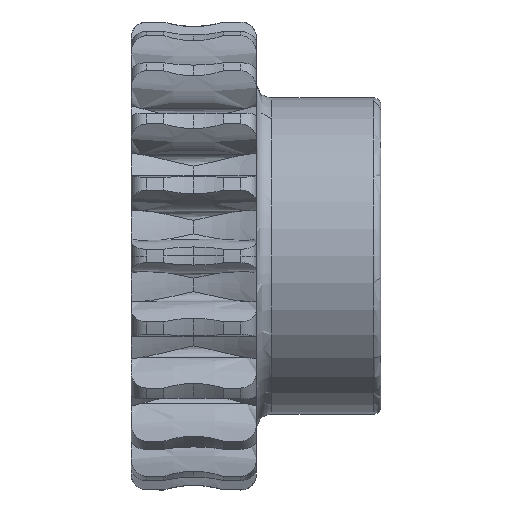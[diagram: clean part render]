
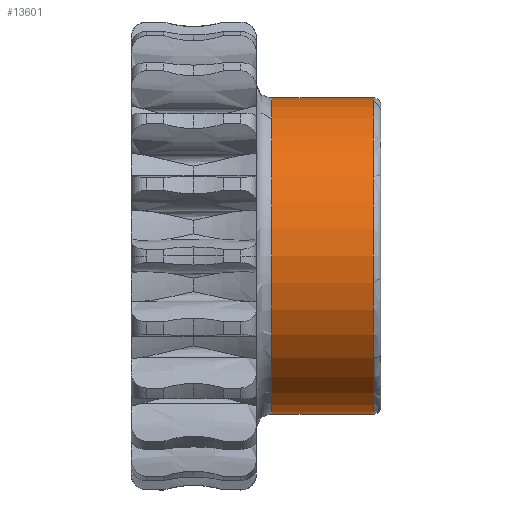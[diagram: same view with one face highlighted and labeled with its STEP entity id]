
A CAD part, front view. The second image highlights one B-rep face of the part: STEP entity #13601.
In plain terms, the highlighted cylindrical face has radius 16.034 mm (diameter 32.067 mm), a partial arc.
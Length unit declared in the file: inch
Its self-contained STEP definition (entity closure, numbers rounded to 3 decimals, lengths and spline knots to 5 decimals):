
#5912 = DIRECTION ( 'NONE',  ( 0., 0., -1. ) ) ;
#5913 = DIRECTION ( 'NONE',  ( 1., 0., 0. ) ) ;
#5914 = CARTESIAN_POINT ( 'NONE',  ( 0.312, 0., 0. ) ) ;
#5915 = AXIS2_PLACEMENT_3D ( 'NONE', #5914, #5913, #5912 ) ;
#5939 = CIRCLE ( 'NONE', #5915, 0.63125 ) ;
#6269 = CARTESIAN_POINT ( 'NONE',  ( 0.312, 0., 0.63125 ) ) ;
#6270 = CARTESIAN_POINT ( 'NONE',  ( 0.312, 0., -0.63125 ) ) ;
#7062 = AXIS2_PLACEMENT_3D ( 'NONE', #7124, #7089, #7088 ) ;
#7072 = CIRCLE ( 'NONE', #7062, 0.63125 ) ;
#7088 = DIRECTION ( 'NONE',  ( 0., 0., -1. ) ) ;
#7089 = DIRECTION ( 'NONE',  ( -1., 0., 0. ) ) ;
#7124 = CARTESIAN_POINT ( 'NONE',  ( 0.7175, 0., 0. ) ) ;
#7505 = DIRECTION ( 'NONE',  ( 0., 0., -1. ) ) ;
#7506 = DIRECTION ( 'NONE',  ( 1., 0., 0. ) ) ;
#7507 = CARTESIAN_POINT ( 'NONE',  ( -0.03737, 0., 0. ) ) ;
#7508 = AXIS2_PLACEMENT_3D ( 'NONE', #7507, #7506, #7505 ) ;
#7509 = CYLINDRICAL_SURFACE ( 'NONE', #7508, 0.63125 ) ;
#7511 = FACE_OUTER_BOUND ( 'NONE', #13596, .T. ) ;
#10082 = LINE ( 'NONE', #10142, #10141 ) ;
#10140 = DIRECTION ( 'NONE',  ( 1., 0., 0. ) ) ;
#10141 = VECTOR ( 'NONE', #10140, 39.37008 ) ;
#10142 = CARTESIAN_POINT ( 'NONE',  ( -0.03737, 0., -0.63125 ) ) ;
#11701 = CARTESIAN_POINT ( 'NONE',  ( 0.7175, 0., -0.63125 ) ) ;
#11802 = CARTESIAN_POINT ( 'NONE',  ( 0.7175, 0., 0.63125 ) ) ;
#11839 = LINE ( 'NONE', #11878, #11877 ) ;
#11876 = DIRECTION ( 'NONE',  ( 1., 0., 0. ) ) ;
#11877 = VECTOR ( 'NONE', #11876, 39.37008 ) ;
#11878 = CARTESIAN_POINT ( 'NONE',  ( -0.03737, 0., 0.63125 ) ) ;
#13163 = EDGE_CURVE ( 'NONE', #13288, #13291, #5939, .T. ) ;
#13288 = VERTEX_POINT ( 'NONE', #6269 ) ;
#13291 = VERTEX_POINT ( 'NONE', #6270 ) ;
#13569 = ORIENTED_EDGE ( 'NONE', *, *, #13163, .T. ) ;
#13574 = EDGE_CURVE ( 'NONE', #14744, #14786, #7072, .T. ) ;
#13586 = ORIENTED_EDGE ( 'NONE', *, *, #13574, .T. ) ;
#13587 = ORIENTED_EDGE ( 'NONE', *, *, #14312, .T. ) ;
#13596 = EDGE_LOOP ( 'NONE', ( #13597, #13569, #13587, #13586 ) ) ;
#13597 = ORIENTED_EDGE ( 'NONE', *, *, #14797, .F. ) ;
#13601 = ADVANCED_FACE ( 'NONE', ( #7511 ), #7509, .T. ) ;
#14312 = EDGE_CURVE ( 'NONE', #13291, #14744, #10082, .T. ) ;
#14744 = VERTEX_POINT ( 'NONE', #11701 ) ;
#14786 = VERTEX_POINT ( 'NONE', #11802 ) ;
#14797 = EDGE_CURVE ( 'NONE', #13288, #14786, #11839, .T. ) ;
